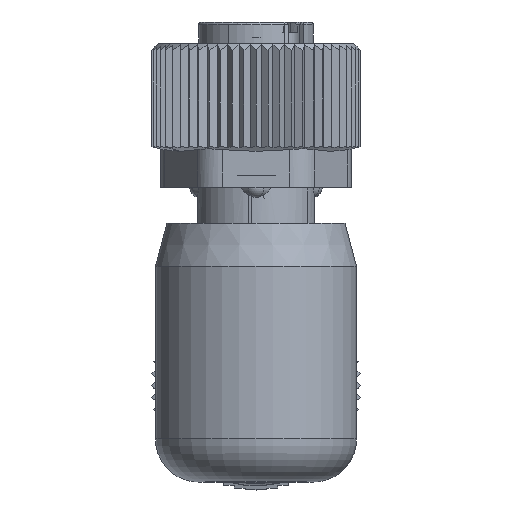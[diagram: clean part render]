
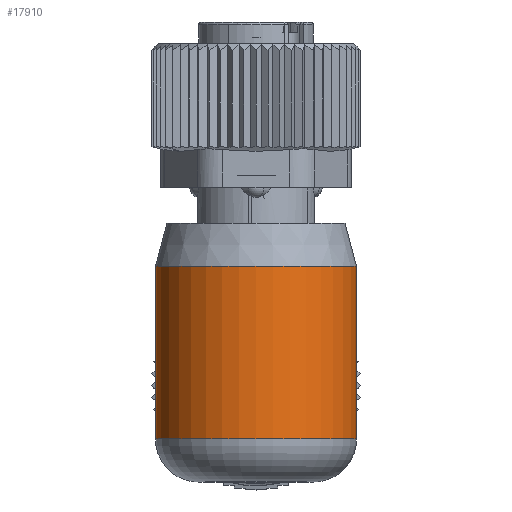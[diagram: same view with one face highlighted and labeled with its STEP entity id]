
A CAD part, top view. The second image highlights one B-rep face of the part: STEP entity #17910.
In plain terms, the highlighted cylindrical face has radius 7 mm (diameter 14 mm), a partial arc.
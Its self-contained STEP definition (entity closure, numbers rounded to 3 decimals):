
#17839=AXIS2_PLACEMENT_3D('Circle Axis2P3D',#17837,#17838,$) ;
#17883=AXIS2_PLACEMENT_3D('Cylinder Axis2P3D',#17880,#17881,#17882) ;
#17901=AXIS2_PLACEMENT_3D('Circle Axis2P3D',#17899,#17900,$) ;
#17834=CARTESIAN_POINT('Vertex',(14.3,3.261,177.)) ;
#17837=CARTESIAN_POINT('Axis2P3D Location',(7.3,3.261,177.)) ;
#17841=CARTESIAN_POINT('Vertex',(0.3,3.261,177.)) ;
#17880=CARTESIAN_POINT('Axis2P3D Location',(7.3,7.261,177.)) ;
#17885=CARTESIAN_POINT('Line Origine',(0.3,7.261,177.)) ;
#17889=CARTESIAN_POINT('Vertex',(0.3,15.261,177.)) ;
#17892=CARTESIAN_POINT('Line Origine',(14.3,7.261,177.)) ;
#17896=CARTESIAN_POINT('Vertex',(14.3,15.261,177.)) ;
#17899=CARTESIAN_POINT('Axis2P3D Location',(7.3,15.261,177.)) ;
#17838=DIRECTION('Axis2P3D Direction',(0.,-1.,0.)) ;
#17881=DIRECTION('Axis2P3D Direction',(0.,-1.,0.)) ;
#17882=DIRECTION('Axis2P3D XDirection',(-1.,0.,0.)) ;
#17886=DIRECTION('Vector Direction',(0.,-1.,0.)) ;
#17893=DIRECTION('Vector Direction',(0.,-1.,0.)) ;
#17900=DIRECTION('Axis2P3D Direction',(0.,-1.,0.)) ;
#17887=VECTOR('Line Direction',#17886,1.) ;
#17894=VECTOR('Line Direction',#17893,1.) ;
#17905=ORIENTED_EDGE('',*,*,#17891,.T.) ;
#17906=ORIENTED_EDGE('',*,*,#17843,.F.) ;
#17907=ORIENTED_EDGE('',*,*,#17898,.F.) ;
#17908=ORIENTED_EDGE('',*,*,#17903,.T.) ;
#17910=ADVANCED_FACE('Hauptkoerper',(#17909),#17884,.T.) ;
#17840=CIRCLE('generated circle',#17839,7.) ;
#17902=CIRCLE('generated circle',#17901,7.) ;
#17884=CYLINDRICAL_SURFACE('generated cylinder',#17883,7.) ;
#17843=EDGE_CURVE('',#17835,#17842,#17840,.T.) ;
#17891=EDGE_CURVE('',#17890,#17842,#17888,.T.) ;
#17898=EDGE_CURVE('',#17897,#17835,#17895,.T.) ;
#17903=EDGE_CURVE('',#17897,#17890,#17902,.T.) ;
#17904=EDGE_LOOP('',(#17905,#17906,#17907,#17908)) ;
#17909=FACE_OUTER_BOUND('',#17904,.T.) ;
#17888=LINE('Line',#17885,#17887) ;
#17895=LINE('Line',#17892,#17894) ;
#17835=VERTEX_POINT('',#17834) ;
#17842=VERTEX_POINT('',#17841) ;
#17890=VERTEX_POINT('',#17889) ;
#17897=VERTEX_POINT('',#17896) ;
